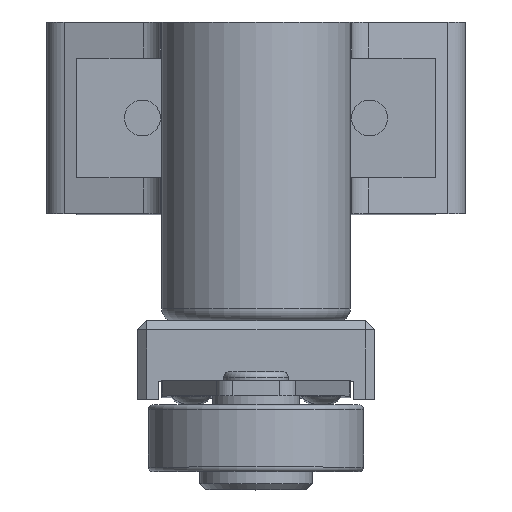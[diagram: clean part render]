
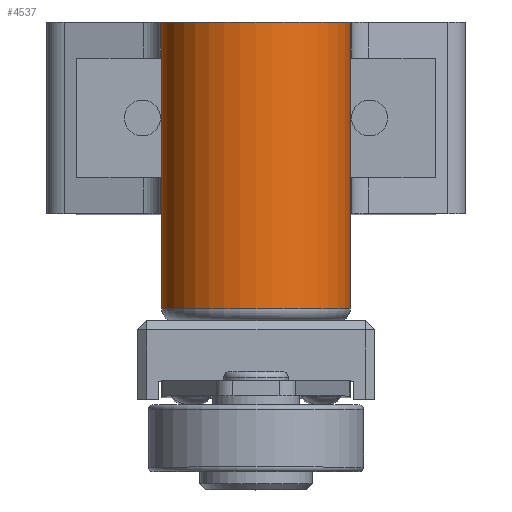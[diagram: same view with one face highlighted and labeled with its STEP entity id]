
A CAD part, top view. The second image highlights one B-rep face of the part: STEP entity #4537.
In plain terms, the highlighted cylindrical face has radius 7.9 mm (diameter 15.8 mm), a partial arc.
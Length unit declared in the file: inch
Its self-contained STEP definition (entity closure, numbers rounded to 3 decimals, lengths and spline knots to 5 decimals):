
#13 = ORIENTED_EDGE ( 'NONE', *, *, #845, .T. ) ;
#194 = CARTESIAN_POINT ( 'NONE',  ( 0., 0., 0.70866 ) ) ;
#338 = LINE ( 'NONE', #2228, #802 ) ;
#397 = CARTESIAN_POINT ( 'NONE',  ( -0.31102, -0.62992, 0.70866 ) ) ;
#419 = DIRECTION ( 'NONE',  ( 0., 1., 0. ) ) ;
#465 = EDGE_LOOP ( 'NONE', ( #13, #1519, #5084, #5255, #3699, #1234 ) ) ;
#503 = DIRECTION ( 'NONE',  ( 0., -1., 0. ) ) ;
#516 = CARTESIAN_POINT ( 'NONE',  ( 0.31102, -0.62992, 0.70866 ) ) ;
#555 = CARTESIAN_POINT ( 'NONE',  ( -0.31102, 0., 0.70866 ) ) ;
#625 = DIRECTION ( 'NONE',  ( 0., -1., 0. ) ) ;
#678 = CIRCLE ( 'NONE', #2851, 0.31102 ) ;
#802 = VECTOR ( 'NONE', #3810, 39.37008 ) ;
#845 = EDGE_CURVE ( 'NONE', #4129, #2996, #2311, .T. ) ;
#907 = CARTESIAN_POINT ( 'NONE',  ( 0.31102, 0., 0.70866 ) ) ;
#1234 = ORIENTED_EDGE ( 'NONE', *, *, #4302, .T. ) ;
#1513 = EDGE_CURVE ( 'NONE', #4512, #4614, #338, .T. ) ;
#1519 = ORIENTED_EDGE ( 'NONE', *, *, #3475, .T. ) ;
#1677 = VECTOR ( 'NONE', #419, 39.37008 ) ;
#1880 = CARTESIAN_POINT ( 'NONE',  ( 0.31102, -0.94488, 0.70866 ) ) ;
#1893 = DIRECTION ( 'NONE',  ( 0., 0., -1. ) ) ;
#2067 = DIRECTION ( 'NONE',  ( 0., 1., 0. ) ) ;
#2125 = CARTESIAN_POINT ( 'NONE',  ( -0.31102, -0.94488, 0.70866 ) ) ;
#2228 = CARTESIAN_POINT ( 'NONE',  ( -0.31102, 0., 0.70866 ) ) ;
#2311 = LINE ( 'NONE', #907, #1677 ) ;
#2469 = LINE ( 'NONE', #4005, #5147 ) ;
#2630 = CARTESIAN_POINT ( 'NONE',  ( -0.31102, 0., 0.70866 ) ) ;
#2750 = LINE ( 'NONE', #2630, #3455 ) ;
#2788 = CARTESIAN_POINT ( 'NONE',  ( 0., 0., 0.70866 ) ) ;
#2851 = AXIS2_PLACEMENT_3D ( 'NONE', #3649, #3187, #1893 ) ;
#2996 = VERTEX_POINT ( 'NONE', #5759 ) ;
#3065 = AXIS2_PLACEMENT_3D ( 'NONE', #194, #625, #4081 ) ;
#3187 = DIRECTION ( 'NONE',  ( 0., 1., 0. ) ) ;
#3254 = CYLINDRICAL_SURFACE ( 'NONE', #3661, 0.31102 ) ;
#3301 = EDGE_CURVE ( 'NONE', #4614, #4113, #678, .T. ) ;
#3362 = VERTEX_POINT ( 'NONE', #555 ) ;
#3439 = DIRECTION ( 'NONE',  ( 0., 0., -1. ) ) ;
#3455 = VECTOR ( 'NONE', #4528, 39.37008 ) ;
#3475 = EDGE_CURVE ( 'NONE', #2996, #3362, #4955, .T. ) ;
#3649 = CARTESIAN_POINT ( 'NONE',  ( 0., -0.94488, 0.70866 ) ) ;
#3661 = AXIS2_PLACEMENT_3D ( 'NONE', #2788, #503, #3439 ) ;
#3699 = ORIENTED_EDGE ( 'NONE', *, *, #3301, .T. ) ;
#3810 = DIRECTION ( 'NONE',  ( 0., -1., 0. ) ) ;
#4005 = CARTESIAN_POINT ( 'NONE',  ( 0.31102, 0., 0.70866 ) ) ;
#4081 = DIRECTION ( 'NONE',  ( 0., 0., -1. ) ) ;
#4113 = VERTEX_POINT ( 'NONE', #1880 ) ;
#4129 = VERTEX_POINT ( 'NONE', #516 ) ;
#4292 = FACE_OUTER_BOUND ( 'NONE', #465, .T. ) ;
#4302 = EDGE_CURVE ( 'NONE', #4113, #4129, #2469, .T. ) ;
#4506 = EDGE_CURVE ( 'NONE', #3362, #4512, #2750, .T. ) ;
#4512 = VERTEX_POINT ( 'NONE', #397 ) ;
#4528 = DIRECTION ( 'NONE',  ( 0., -1., 0. ) ) ;
#4537 = ADVANCED_FACE ( 'NONE', ( #4292 ), #3254, .T. ) ;
#4614 = VERTEX_POINT ( 'NONE', #2125 ) ;
#4955 = CIRCLE ( 'NONE', #3065, 0.31102 ) ;
#5084 = ORIENTED_EDGE ( 'NONE', *, *, #4506, .T. ) ;
#5147 = VECTOR ( 'NONE', #2067, 39.37008 ) ;
#5255 = ORIENTED_EDGE ( 'NONE', *, *, #1513, .T. ) ;
#5759 = CARTESIAN_POINT ( 'NONE',  ( 0.31102, 0., 0.70866 ) ) ;
